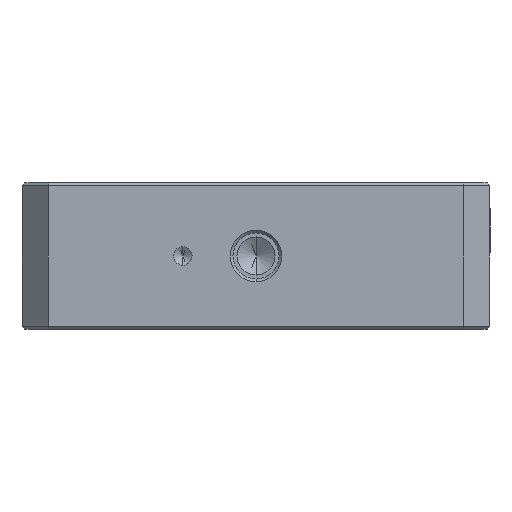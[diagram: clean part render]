
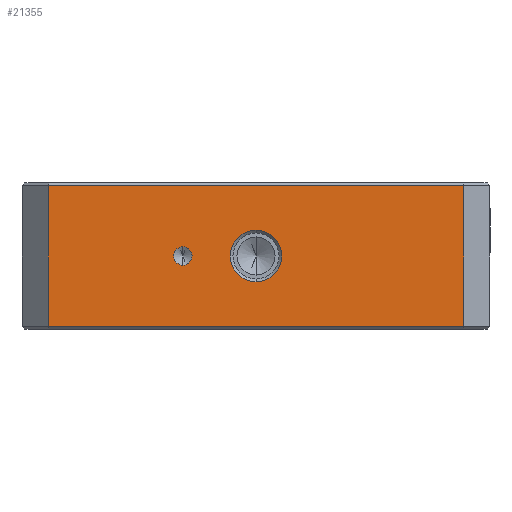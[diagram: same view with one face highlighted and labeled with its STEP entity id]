
A CAD part, front view. The second image highlights one B-rep face of the part: STEP entity #21355.
In plain terms, the highlighted planar face has unit normal (0, -1, 0).
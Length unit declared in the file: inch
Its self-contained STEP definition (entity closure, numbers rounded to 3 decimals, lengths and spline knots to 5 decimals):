
#1293 = VERTEX_POINT ( 'NONE', #24730 ) ;
#1359 = DIRECTION ( 'NONE',  ( 0., -1., 0. ) ) ;
#1623 = ORIENTED_EDGE ( 'NONE', *, *, #21840, .T. ) ;
#1676 = CARTESIAN_POINT ( 'NONE',  ( -0.71, -0.8, -0.24 ) ) ;
#1870 = VECTOR ( 'NONE', #27525, 39.37008 ) ;
#1981 = VERTEX_POINT ( 'NONE', #1676 ) ;
#2340 = ORIENTED_EDGE ( 'NONE', *, *, #21416, .F. ) ;
#2828 = AXIS2_PLACEMENT_3D ( 'NONE', #6659, #1359, #31436 ) ;
#2970 = EDGE_CURVE ( 'NONE', #14426, #1981, #23712, .T. ) ;
#3515 = DIRECTION ( 'NONE',  ( 0., 0., 1. ) ) ;
#3805 = VECTOR ( 'NONE', #3971, 39.37008 ) ;
#3971 = DIRECTION ( 'NONE',  ( 1., 0., 0. ) ) ;
#4718 = EDGE_CURVE ( 'NONE', #16228, #1293, #21908, .T. ) ;
#5537 = VECTOR ( 'NONE', #14977, 39.37008 ) ;
#6563 = AXIS2_PLACEMENT_3D ( 'NONE', #13059, #32307, #15764 ) ;
#6659 = CARTESIAN_POINT ( 'NONE',  ( -0.25, -0.8, 0. ) ) ;
#7751 = FACE_OUTER_BOUND ( 'NONE', #19323, .T. ) ;
#8692 = CARTESIAN_POINT ( 'NONE',  ( -0.25, -0.8, 0. ) ) ;
#8891 = EDGE_LOOP ( 'NONE', ( #33744, #1623 ) ) ;
#9146 = VERTEX_POINT ( 'NONE', #17476 ) ;
#9496 = CARTESIAN_POINT ( 'NONE',  ( -0.71, -0.8, 0.24 ) ) ;
#10756 = CIRCLE ( 'NONE', #2828, 0.03125 ) ;
#11452 = DIRECTION ( 'NONE',  ( 0., -1., 0. ) ) ;
#11517 = CARTESIAN_POINT ( 'NONE',  ( 0., -0.8, -0.08874 ) ) ;
#11613 = EDGE_CURVE ( 'NONE', #1981, #1293, #14509, .T. ) ;
#11689 = VECTOR ( 'NONE', #15588, 39.37008 ) ;
#12624 = CARTESIAN_POINT ( 'NONE',  ( -0.71, -0.8, 0.24 ) ) ;
#13041 = ORIENTED_EDGE ( 'NONE', *, *, #11613, .T. ) ;
#13059 = CARTESIAN_POINT ( 'NONE',  ( 0., -0.8, 0. ) ) ;
#13108 = CARTESIAN_POINT ( 'NONE',  ( -0.71, -0.8, 0.25 ) ) ;
#13592 = AXIS2_PLACEMENT_3D ( 'NONE', #8692, #11452, #30720 ) ;
#13864 = VERTEX_POINT ( 'NONE', #11517 ) ;
#14426 = VERTEX_POINT ( 'NONE', #12624 ) ;
#14509 = LINE ( 'NONE', #18328, #3805 ) ;
#14759 = CIRCLE ( 'NONE', #13592, 0.03125 ) ;
#14977 = DIRECTION ( 'NONE',  ( -1., 0., 0. ) ) ;
#15423 = AXIS2_PLACEMENT_3D ( 'NONE', #17006, #17365, #3515 ) ;
#15588 = DIRECTION ( 'NONE',  ( 0., 0., -1. ) ) ;
#15764 = DIRECTION ( 'NONE',  ( 0., 0., 1. ) ) ;
#16228 = VERTEX_POINT ( 'NONE', #26856 ) ;
#16727 = FACE_BOUND ( 'NONE', #24360, .T. ) ;
#16775 = DIRECTION ( 'NONE',  ( 0., 1., 0. ) ) ;
#17006 = CARTESIAN_POINT ( 'NONE',  ( 0., -0.8, 0. ) ) ;
#17239 = CARTESIAN_POINT ( 'NONE',  ( 0., -0.8, 0.08874 ) ) ;
#17365 = DIRECTION ( 'NONE',  ( 0., 1., 0. ) ) ;
#17476 = CARTESIAN_POINT ( 'NONE',  ( -0.25, -0.8, 0.03125 ) ) ;
#18328 = CARTESIAN_POINT ( 'NONE',  ( 0., -0.8, -0.24 ) ) ;
#18784 = VERTEX_POINT ( 'NONE', #19877 ) ;
#19156 = ORIENTED_EDGE ( 'NONE', *, *, #4718, .F. ) ;
#19323 = EDGE_LOOP ( 'NONE', ( #21740, #13041, #19156, #23977 ) ) ;
#19576 = ORIENTED_EDGE ( 'NONE', *, *, #20434, .F. ) ;
#19877 = CARTESIAN_POINT ( 'NONE',  ( -0.25, -0.8, -0.03125 ) ) ;
#20434 = EDGE_CURVE ( 'NONE', #18784, #9146, #14759, .T. ) ;
#21355 = ADVANCED_FACE ( 'NONE', ( #16727, #31057, #7751 ), #22666, .F. ) ;
#21416 = EDGE_CURVE ( 'NONE', #9146, #18784, #10756, .T. ) ;
#21740 = ORIENTED_EDGE ( 'NONE', *, *, #2970, .T. ) ;
#21840 = EDGE_CURVE ( 'NONE', #25829, #13864, #32231, .T. ) ;
#21908 = LINE ( 'NONE', #23743, #11689 ) ;
#21948 = EDGE_CURVE ( 'NONE', #16228, #14426, #34396, .T. ) ;
#21996 = EDGE_CURVE ( 'NONE', #13864, #25829, #25662, .T. ) ;
#22295 = CARTESIAN_POINT ( 'NONE',  ( 0., -0.8, 0.25 ) ) ;
#22420 = DIRECTION ( 'NONE',  ( 0., 0., 1. ) ) ;
#22666 = PLANE ( 'NONE',  #26706 ) ;
#23712 = LINE ( 'NONE', #13108, #1870 ) ;
#23743 = CARTESIAN_POINT ( 'NONE',  ( 0.71, -0.8, 0.25 ) ) ;
#23977 = ORIENTED_EDGE ( 'NONE', *, *, #21948, .T. ) ;
#24360 = EDGE_LOOP ( 'NONE', ( #19576, #2340 ) ) ;
#24730 = CARTESIAN_POINT ( 'NONE',  ( 0.71, -0.8, -0.24 ) ) ;
#25662 = CIRCLE ( 'NONE', #6563, 0.08874 ) ;
#25829 = VERTEX_POINT ( 'NONE', #17239 ) ;
#26706 = AXIS2_PLACEMENT_3D ( 'NONE', #22295, #16775, #22420 ) ;
#26856 = CARTESIAN_POINT ( 'NONE',  ( 0.71, -0.8, 0.24 ) ) ;
#27525 = DIRECTION ( 'NONE',  ( 0., 0., -1. ) ) ;
#30720 = DIRECTION ( 'NONE',  ( 0., 0., -1. ) ) ;
#31057 = FACE_BOUND ( 'NONE', #8891, .T. ) ;
#31436 = DIRECTION ( 'NONE',  ( 0., 0., -1. ) ) ;
#32231 = CIRCLE ( 'NONE', #15423, 0.08874 ) ;
#32307 = DIRECTION ( 'NONE',  ( 0., 1., 0. ) ) ;
#33744 = ORIENTED_EDGE ( 'NONE', *, *, #21996, .T. ) ;
#34396 = LINE ( 'NONE', #9496, #5537 ) ;
